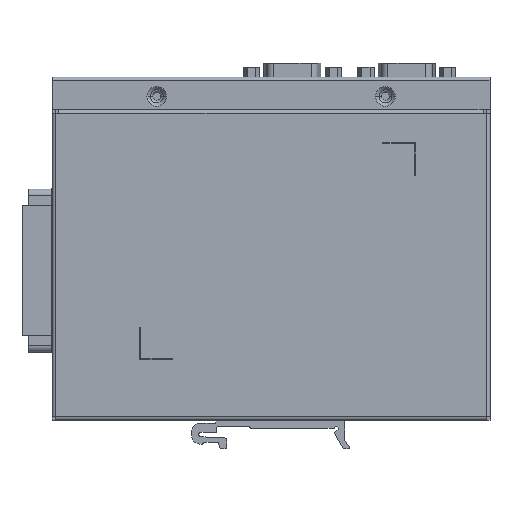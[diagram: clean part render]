
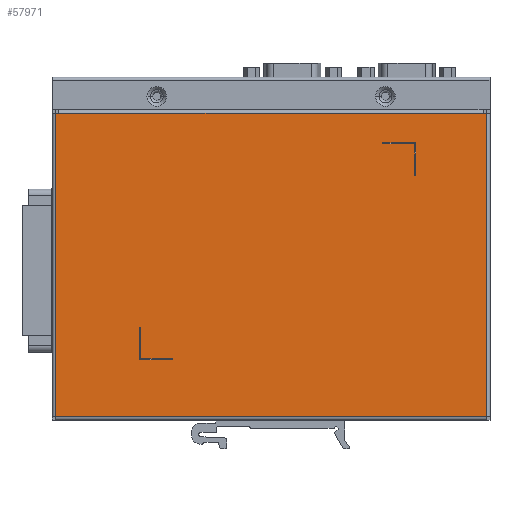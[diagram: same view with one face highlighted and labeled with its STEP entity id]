
A CAD part, front view. The second image highlights one B-rep face of the part: STEP entity #57971.
In plain terms, the highlighted planar face has unit normal (0, -1, 0).
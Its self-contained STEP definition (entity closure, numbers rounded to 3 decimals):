
#50357=DIRECTION('',(1.,0.,0.));
#50358=VECTOR('',#50357,1.);
#50359=CARTESIAN_POINT('',(66.5,-8.8,38.2));
#50360=LINE('',#50359,#50358);
#50370=DIRECTION('',(1.,0.,0.));
#50371=VECTOR('',#50370,130.);
#50372=CARTESIAN_POINT('',(-63.5,-8.8,38.2));
#50373=LINE('',#50372,#50371);
#50961=DIRECTION('',(-1.,0.,0.));
#50962=VECTOR('',#50961,132.);
#50963=CARTESIAN_POINT('',(67.5,-8.8,-54.8));
#50964=LINE('',#50963,#50962);
#50969=DIRECTION('',(-1.,0.,0.));
#50970=VECTOR('',#50969,1.);
#50971=CARTESIAN_POINT('',(-63.5,-8.8,38.2));
#50972=LINE('',#50971,#50970);
#50973=DIRECTION('',(0.,0.,1.));
#50974=VECTOR('',#50973,10.);
#50975=CARTESIAN_POINT('',(-38.7,-8.8,-37.3));
#50976=LINE('',#50975,#50974);
#50977=DIRECTION('',(-1.,0.,0.));
#50978=VECTOR('',#50977,10.);
#50979=CARTESIAN_POINT('',(-28.7,-8.8,-37.3));
#50980=LINE('',#50979,#50978);
#50981=DIRECTION('',(0.,0.,-1.));
#50982=VECTOR('',#50981,0.3);
#50983=CARTESIAN_POINT('',(-28.7,-8.8,-37.));
#50984=LINE('',#50983,#50982);
#50985=DIRECTION('',(1.,0.,0.));
#50986=VECTOR('',#50985,9.7);
#50987=CARTESIAN_POINT('',(-38.4,-8.8,-37.));
#50988=LINE('',#50987,#50986);
#50989=DIRECTION('',(0.,0.,-1.));
#50990=VECTOR('',#50989,9.7);
#50991=CARTESIAN_POINT('',(-38.4,-8.8,-27.3));
#50992=LINE('',#50991,#50990);
#50993=DIRECTION('',(1.,0.,0.));
#50994=VECTOR('',#50993,0.3);
#50995=CARTESIAN_POINT('',(-38.7,-8.8,-27.3));
#50996=LINE('',#50995,#50994);
#50997=DIRECTION('',(1.,0.,0.));
#50998=VECTOR('',#50997,10.);
#50999=CARTESIAN_POINT('',(35.7,-8.8,29.1));
#51000=LINE('',#50999,#50998);
#51001=DIRECTION('',(0.,0.,1.));
#51002=VECTOR('',#51001,0.3);
#51003=CARTESIAN_POINT('',(35.7,-8.8,28.8));
#51004=LINE('',#51003,#51002);
#51005=DIRECTION('',(-1.,0.,0.));
#51006=VECTOR('',#51005,9.7);
#51007=CARTESIAN_POINT('',(45.4,-8.8,28.8));
#51008=LINE('',#51007,#51006);
#51009=DIRECTION('',(0.,0.,1.));
#51010=VECTOR('',#51009,9.7);
#51011=CARTESIAN_POINT('',(45.4,-8.8,19.1));
#51012=LINE('',#51011,#51010);
#51013=DIRECTION('',(-1.,0.,0.));
#51014=VECTOR('',#51013,0.3);
#51015=CARTESIAN_POINT('',(45.7,-8.8,19.1));
#51016=LINE('',#51015,#51014);
#51017=DIRECTION('',(0.,0.,-1.));
#51018=VECTOR('',#51017,10.);
#51019=CARTESIAN_POINT('',(45.7,-8.8,29.1));
#51020=LINE('',#51019,#51018);
#51025=DIRECTION('',(0.,0.,-1.));
#51026=VECTOR('',#51025,93.);
#51027=CARTESIAN_POINT('',(67.5,-8.8,38.2));
#51028=LINE('',#51027,#51026);
#51055=DIRECTION('',(0.,0.,1.));
#51056=VECTOR('',#51055,93.);
#51057=CARTESIAN_POINT('',(-64.5,-8.8,-54.8));
#51058=LINE('',#51057,#51056);
#53801=CARTESIAN_POINT('',(67.5,-8.8,38.2));
#53803=VERTEX_POINT('',#53801);
#53817=CARTESIAN_POINT('',(67.5,-8.8,-54.8));
#53818=VERTEX_POINT('',#53817);
#53857=CARTESIAN_POINT('',(66.5,-8.8,38.2));
#53858=VERTEX_POINT('',#53857);
#53859=CARTESIAN_POINT('',(-64.5,-8.8,-54.8));
#53860=VERTEX_POINT('',#53859);
#53895=CARTESIAN_POINT('',(-63.5,-8.8,38.2));
#53896=VERTEX_POINT('',#53895);
#53897=CARTESIAN_POINT('',(-64.5,-8.8,38.2));
#53898=VERTEX_POINT('',#53897);
#53951=CARTESIAN_POINT('',(-38.7,-8.8,-37.3));
#53952=CARTESIAN_POINT('',(-38.7,-8.8,-27.3));
#53953=VERTEX_POINT('',#53951);
#53954=VERTEX_POINT('',#53952);
#54023=CARTESIAN_POINT('',(35.7,-8.8,29.1));
#54024=CARTESIAN_POINT('',(45.7,-8.8,29.1));
#54025=VERTEX_POINT('',#54023);
#54026=VERTEX_POINT('',#54024);
#54027=CARTESIAN_POINT('',(-38.4,-8.8,-27.3));
#54028=VERTEX_POINT('',#54027);
#54029=CARTESIAN_POINT('',(-28.7,-8.8,-37.3));
#54030=VERTEX_POINT('',#54029);
#54103=CARTESIAN_POINT('',(45.7,-8.8,19.1));
#54104=VERTEX_POINT('',#54103);
#54105=CARTESIAN_POINT('',(35.7,-8.8,28.8));
#54106=VERTEX_POINT('',#54105);
#54107=CARTESIAN_POINT('',(-38.4,-8.8,-37.));
#54108=VERTEX_POINT('',#54107);
#54109=CARTESIAN_POINT('',(-28.7,-8.8,-37.));
#54110=VERTEX_POINT('',#54109);
#54191=CARTESIAN_POINT('',(45.4,-8.8,19.1));
#54192=VERTEX_POINT('',#54191);
#54193=CARTESIAN_POINT('',(45.4,-8.8,28.8));
#54194=VERTEX_POINT('',#54193);
#57928=CARTESIAN_POINT('',(1.16,-8.8,-9.5));
#57929=DIRECTION('',(0.,1.,0.));
#57930=DIRECTION('',(-1.,0.,0.));
#57931=AXIS2_PLACEMENT_3D('',#57928,#57929,#57930);
#57932=PLANE('',#57931);
#57933=ORIENTED_EDGE('',*,*,#57125,.F.);
#57934=ORIENTED_EDGE('',*,*,#57097,.T.);
#57935=ORIENTED_EDGE('',*,*,#57069,.T.);
#57937=ORIENTED_EDGE('',*,*,#57936,.T.);
#57938=ORIENTED_EDGE('',*,*,#57919,.T.);
#57940=ORIENTED_EDGE('',*,*,#57939,.T.);
#57941=EDGE_LOOP('',(#57933,#57934,#57935,#57937,#57938,#57940));
#57942=FACE_OUTER_BOUND('',#57941,.F.);
#57944=ORIENTED_EDGE('',*,*,#57943,.F.);
#57946=ORIENTED_EDGE('',*,*,#57945,.F.);
#57948=ORIENTED_EDGE('',*,*,#57947,.F.);
#57950=ORIENTED_EDGE('',*,*,#57949,.F.);
#57952=ORIENTED_EDGE('',*,*,#57951,.F.);
#57954=ORIENTED_EDGE('',*,*,#57953,.F.);
#57955=EDGE_LOOP('',(#57944,#57946,#57948,#57950,#57952,#57954));
#57956=FACE_BOUND('',#57955,.F.);
#57958=ORIENTED_EDGE('',*,*,#57957,.F.);
#57960=ORIENTED_EDGE('',*,*,#57959,.F.);
#57962=ORIENTED_EDGE('',*,*,#57961,.F.);
#57964=ORIENTED_EDGE('',*,*,#57963,.F.);
#57966=ORIENTED_EDGE('',*,*,#57965,.F.);
#57968=ORIENTED_EDGE('',*,*,#57967,.F.);
#57969=EDGE_LOOP('',(#57958,#57960,#57962,#57964,#57966,#57968));
#57970=FACE_BOUND('',#57969,.F.);
#57971=ADVANCED_FACE('',(#57942,#57956,#57970),#57932,.F.);
#57069=EDGE_CURVE('',#53858,#53803,#50360,.T.);
#57097=EDGE_CURVE('',#53896,#53858,#50373,.T.);
#57125=EDGE_CURVE('',#53896,#53898,#50972,.T.);
#57919=EDGE_CURVE('',#53818,#53860,#50964,.T.);
#57936=EDGE_CURVE('',#53803,#53818,#51028,.T.);
#57939=EDGE_CURVE('',#53860,#53898,#51058,.T.);
#57943=EDGE_CURVE('',#53953,#53954,#50976,.T.);
#57945=EDGE_CURVE('',#54030,#53953,#50980,.T.);
#57947=EDGE_CURVE('',#54110,#54030,#50984,.T.);
#57949=EDGE_CURVE('',#54108,#54110,#50988,.T.);
#57951=EDGE_CURVE('',#54028,#54108,#50992,.T.);
#57953=EDGE_CURVE('',#53954,#54028,#50996,.T.);
#57957=EDGE_CURVE('',#54025,#54026,#51000,.T.);
#57959=EDGE_CURVE('',#54106,#54025,#51004,.T.);
#57961=EDGE_CURVE('',#54194,#54106,#51008,.T.);
#57963=EDGE_CURVE('',#54192,#54194,#51012,.T.);
#57965=EDGE_CURVE('',#54104,#54192,#51016,.T.);
#57967=EDGE_CURVE('',#54026,#54104,#51020,.T.);
